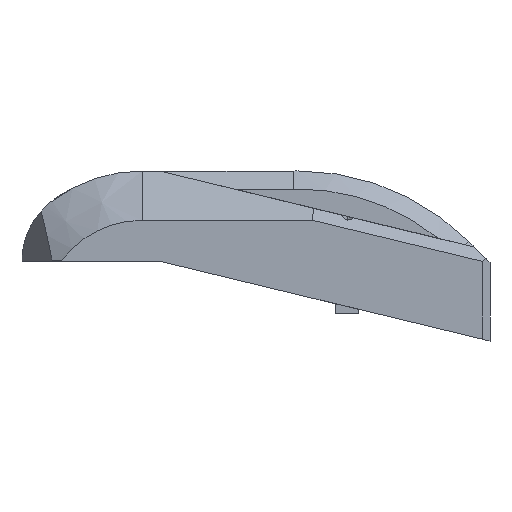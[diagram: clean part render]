
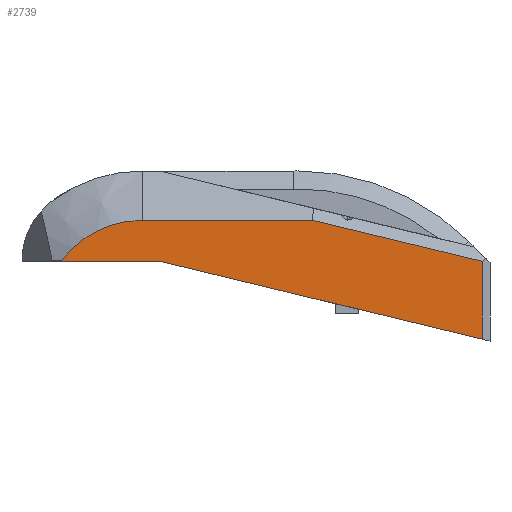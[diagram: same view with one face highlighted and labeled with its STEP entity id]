
A CAD part, left-side view. The second image highlights one B-rep face of the part: STEP entity #2739.
In plain terms, the highlighted planar face has unit normal (-1, 0, 0).
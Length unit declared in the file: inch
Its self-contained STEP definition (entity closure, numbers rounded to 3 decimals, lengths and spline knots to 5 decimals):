
#8 = DIRECTION ( 'NONE',  ( 0., 0., -1. ) ) ;
#233 = DIRECTION ( 'NONE',  ( 0., -0.972, -0.235 ) ) ;
#276 = CARTESIAN_POINT ( 'NONE',  ( -2., 3.5, 2. ) ) ;
#322 = EDGE_CURVE ( 'NONE', #4724, #2723, #3357, .T. ) ;
#423 = CARTESIAN_POINT ( 'NONE',  ( -2., 2.1609, 1. ) ) ;
#446 = LINE ( 'NONE', #470, #1549 ) ;
#470 = CARTESIAN_POINT ( 'NONE',  ( -2., 3.45719, 3.67713 ) ) ;
#475 = LINE ( 'NONE', #1986, #2270 ) ;
#511 = CARTESIAN_POINT ( 'NONE',  ( -2., 2.1609, 2.68 ) ) ;
#538 = DIRECTION ( 'NONE',  ( 1., 0., 0. ) ) ;
#767 = VERTEX_POINT ( 'NONE', #4025 ) ;
#784 = EDGE_CURVE ( 'NONE', #767, #4669, #3428, .T. ) ;
#971 = ORIENTED_EDGE ( 'NONE', *, *, #4710, .T. ) ;
#1173 = DIRECTION ( 'NONE',  ( -1., 0., 0. ) ) ;
#1549 = VECTOR ( 'NONE', #4755, 39.37008 ) ;
#1716 = ORIENTED_EDGE ( 'NONE', *, *, #2583, .T. ) ;
#1729 = CARTESIAN_POINT ( 'NONE',  ( -2., 3.75274, 2.45433 ) ) ;
#1788 = FACE_OUTER_BOUND ( 'NONE', #3312, .T. ) ;
#1839 = VERTEX_POINT ( 'NONE', #3002 ) ;
#1984 = DIRECTION ( 'NONE',  ( 0., 0., -1. ) ) ;
#1986 = CARTESIAN_POINT ( 'NONE',  ( -2., 3.5, 3.5 ) ) ;
#2095 = DIRECTION ( 'NONE',  ( 0., 0., -1. ) ) ;
#2190 = DIRECTION ( 'NONE',  ( 0., 0., -1. ) ) ;
#2228 = ORIENTED_EDGE ( 'NONE', *, *, #4390, .T. ) ;
#2270 = VECTOR ( 'NONE', #8, 39.37008 ) ;
#2407 = DIRECTION ( 'NONE',  ( 0., 1., 0. ) ) ;
#2583 = EDGE_CURVE ( 'NONE', #1839, #4724, #4355, .T. ) ;
#2653 = VERTEX_POINT ( 'NONE', #2970 ) ;
#2723 = VERTEX_POINT ( 'NONE', #4916 ) ;
#2739 = ADVANCED_FACE ( 'NONE', ( #1788 ), #4538, .F. ) ;
#2970 = CARTESIAN_POINT ( 'NONE',  ( -2., -3.5, 0.70136 ) ) ;
#2973 = VECTOR ( 'NONE', #2407, 39.37008 ) ;
#3002 = CARTESIAN_POINT ( 'NONE',  ( -2., -0.66836, 2.68 ) ) ;
#3211 = ORIENTED_EDGE ( 'NONE', *, *, #3361, .T. ) ;
#3270 = LINE ( 'NONE', #1729, #3365 ) ;
#3312 = EDGE_LOOP ( 'NONE', ( #3752, #971, #1716, #4865, #3211, #3371, #2228 ) ) ;
#3357 = CIRCLE ( 'NONE', #3848, 1.68 ) ;
#3361 = EDGE_CURVE ( 'NONE', #2723, #767, #475, .T. ) ;
#3365 = VECTOR ( 'NONE', #233, 39.37008 ) ;
#3371 = ORIENTED_EDGE ( 'NONE', *, *, #784, .T. ) ;
#3428 = LINE ( 'NONE', #276, #4960 ) ;
#3592 = CARTESIAN_POINT ( 'NONE',  ( -2., 2.1609, 2.68 ) ) ;
#3752 = ORIENTED_EDGE ( 'NONE', *, *, #5068, .F. ) ;
#3848 = AXIS2_PLACEMENT_3D ( 'NONE', #423, #1173, #1984 ) ;
#3864 = AXIS2_PLACEMENT_3D ( 'NONE', #4048, #538, #2095 ) ;
#3881 = CARTESIAN_POINT ( 'NONE',  ( -2., -3.5, 1.9956 ) ) ;
#3977 = CARTESIAN_POINT ( 'NONE',  ( -2., 1.87301, 2. ) ) ;
#4025 = CARTESIAN_POINT ( 'NONE',  ( -2., 3.5, 2. ) ) ;
#4048 = CARTESIAN_POINT ( 'NONE',  ( -2., 3.5, 3.5 ) ) ;
#4243 = DIRECTION ( 'NONE',  ( 0., -1., 0. ) ) ;
#4355 = LINE ( 'NONE', #511, #2973 ) ;
#4390 = EDGE_CURVE ( 'NONE', #4669, #2653, #3270, .T. ) ;
#4468 = VERTEX_POINT ( 'NONE', #3881 ) ;
#4487 = CARTESIAN_POINT ( 'NONE',  ( -2., -3.5, 3.5 ) ) ;
#4538 = PLANE ( 'NONE',  #3864 ) ;
#4669 = VERTEX_POINT ( 'NONE', #3977 ) ;
#4710 = EDGE_CURVE ( 'NONE', #4468, #1839, #446, .T. ) ;
#4724 = VERTEX_POINT ( 'NONE', #3592 ) ;
#4755 = DIRECTION ( 'NONE',  ( 0., 0.972, 0.235 ) ) ;
#4835 = VECTOR ( 'NONE', #2190, 39.37008 ) ;
#4865 = ORIENTED_EDGE ( 'NONE', *, *, #322, .T. ) ;
#4916 = CARTESIAN_POINT ( 'NONE',  ( -2., 3.5, 2.0145 ) ) ;
#4960 = VECTOR ( 'NONE', #4243, 39.37008 ) ;
#4963 = LINE ( 'NONE', #4487, #4835 ) ;
#5068 = EDGE_CURVE ( 'NONE', #4468, #2653, #4963, .T. ) ;
